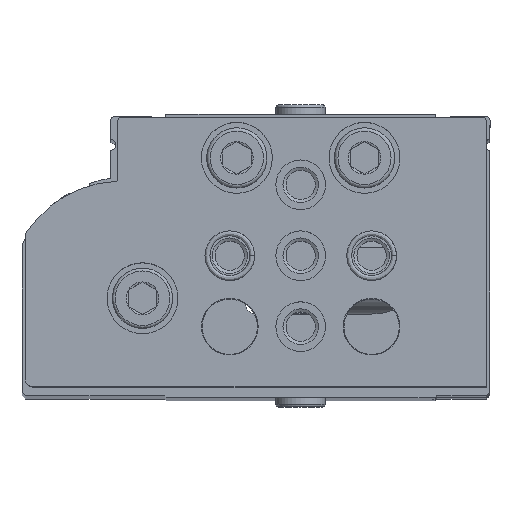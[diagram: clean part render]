
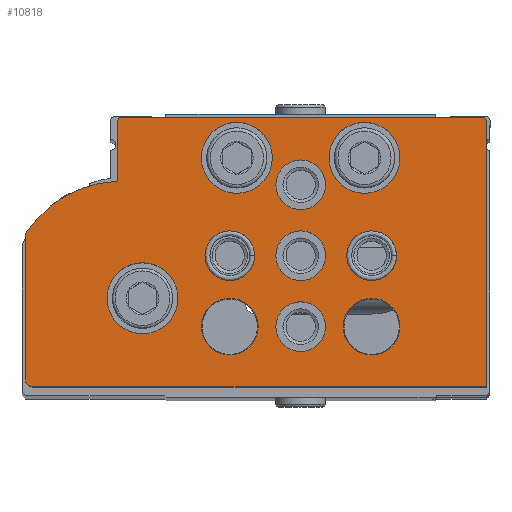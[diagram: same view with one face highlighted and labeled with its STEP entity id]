
A CAD part, top view. The second image highlights one B-rep face of the part: STEP entity #10818.
In plain terms, the highlighted face is planar.
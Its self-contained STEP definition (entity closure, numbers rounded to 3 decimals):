
#1090=LINE('',#18151,#1897);
#1092=LINE('',#18155,#1899);
#1095=LINE('',#18163,#1902);
#1100=LINE('',#18179,#1907);
#1103=LINE('',#18187,#1910);
#1897=VECTOR('',#14796,1000.);
#1899=VECTOR('',#14800,1000.);
#1902=VECTOR('',#14809,1000.);
#1907=VECTOR('',#14828,1000.);
#1910=VECTOR('',#14837,1000.);
#4147=ORIENTED_EDGE('',*,*,#6003,.T.);
#4148=ORIENTED_EDGE('',*,*,#6004,.T.);
#4149=ORIENTED_EDGE('',*,*,#6005,.T.);
#4150=ORIENTED_EDGE('',*,*,#6006,.T.);
#4151=ORIENTED_EDGE('',*,*,#6007,.T.);
#4152=ORIENTED_EDGE('',*,*,#6008,.T.);
#4153=ORIENTED_EDGE('',*,*,#6009,.T.);
#4154=ORIENTED_EDGE('',*,*,#6010,.T.);
#4155=ORIENTED_EDGE('',*,*,#6011,.T.);
#4156=ORIENTED_EDGE('',*,*,#6012,.T.);
#4157=ORIENTED_EDGE('',*,*,#5980,.F.);
#4158=ORIENTED_EDGE('',*,*,#6001,.F.);
#4159=ORIENTED_EDGE('',*,*,#5999,.F.);
#4160=ORIENTED_EDGE('',*,*,#5997,.F.);
#4161=ORIENTED_EDGE('',*,*,#5995,.T.);
#4162=ORIENTED_EDGE('',*,*,#5993,.F.);
#4163=ORIENTED_EDGE('',*,*,#5991,.F.);
#4164=ORIENTED_EDGE('',*,*,#5989,.F.);
#4165=ORIENTED_EDGE('',*,*,#5987,.F.);
#4166=ORIENTED_EDGE('',*,*,#5985,.F.);
#4167=ORIENTED_EDGE('',*,*,#5983,.F.);
#5980=EDGE_CURVE('',#7137,#7138,#7806,.T.);
#5983=EDGE_CURVE('',#7138,#7139,#1090,.T.);
#5985=EDGE_CURVE('',#7139,#7140,#1092,.T.);
#5987=EDGE_CURVE('',#7140,#7141,#7807,.T.);
#5989=EDGE_CURVE('',#7141,#7142,#1095,.T.);
#5991=EDGE_CURVE('',#7142,#7143,#7808,.T.);
#5993=EDGE_CURVE('',#7143,#7144,#7809,.T.);
#5995=EDGE_CURVE('',#7145,#7144,#7810,.T.);
#5997=EDGE_CURVE('',#7145,#7146,#1100,.T.);
#5999=EDGE_CURVE('',#7146,#7147,#7811,.T.);
#6001=EDGE_CURVE('',#7147,#7137,#1103,.T.);
#6003=EDGE_CURVE('',#7148,#7148,#7812,.T.);
#6004=EDGE_CURVE('',#7149,#7149,#7813,.T.);
#6005=EDGE_CURVE('',#7150,#7150,#7814,.T.);
#6006=EDGE_CURVE('',#7151,#7151,#7815,.T.);
#6007=EDGE_CURVE('',#7152,#7152,#7816,.T.);
#6008=EDGE_CURVE('',#7153,#7153,#7817,.T.);
#6009=EDGE_CURVE('',#7154,#7154,#7818,.T.);
#6010=EDGE_CURVE('',#7155,#7155,#7819,.T.);
#6011=EDGE_CURVE('',#7156,#7156,#7820,.T.);
#6012=EDGE_CURVE('',#7157,#7157,#7821,.T.);
#7137=VERTEX_POINT('',#18146);
#7138=VERTEX_POINT('',#18147);
#7139=VERTEX_POINT('',#18152);
#7140=VERTEX_POINT('',#18156);
#7141=VERTEX_POINT('',#18160);
#7142=VERTEX_POINT('',#18164);
#7143=VERTEX_POINT('',#18168);
#7144=VERTEX_POINT('',#18172);
#7145=VERTEX_POINT('',#18176);
#7146=VERTEX_POINT('',#18180);
#7147=VERTEX_POINT('',#18184);
#7148=VERTEX_POINT('',#18191);
#7149=VERTEX_POINT('',#18193);
#7150=VERTEX_POINT('',#18195);
#7151=VERTEX_POINT('',#18197);
#7152=VERTEX_POINT('',#18199);
#7153=VERTEX_POINT('',#18201);
#7154=VERTEX_POINT('',#18203);
#7155=VERTEX_POINT('',#18205);
#7156=VERTEX_POINT('',#18207);
#7157=VERTEX_POINT('',#18209);
#7806=CIRCLE('',#12105,0.5);
#7807=CIRCLE('',#12109,1.);
#7808=CIRCLE('',#12112,1.);
#7809=CIRCLE('',#12114,16.);
#7810=CIRCLE('',#12116,0.3);
#7811=CIRCLE('',#12119,0.5);
#7812=CIRCLE('',#12122,5.);
#7813=CIRCLE('',#12123,5.);
#7814=CIRCLE('',#12124,5.);
#7815=CIRCLE('',#12125,3.5);
#7816=CIRCLE('',#12126,3.5);
#7817=CIRCLE('',#12127,3.5);
#7818=CIRCLE('',#12128,3.5);
#7819=CIRCLE('',#12129,3.5);
#7820=CIRCLE('',#12130,4.);
#7821=CIRCLE('',#12131,4.);
#8617=EDGE_LOOP('',(#4147));
#8618=EDGE_LOOP('',(#4148));
#8619=EDGE_LOOP('',(#4149));
#8620=EDGE_LOOP('',(#4150));
#8621=EDGE_LOOP('',(#4151));
#8622=EDGE_LOOP('',(#4152));
#8623=EDGE_LOOP('',(#4153));
#8624=EDGE_LOOP('',(#4154));
#8625=EDGE_LOOP('',(#4155));
#8626=EDGE_LOOP('',(#4156));
#8627=EDGE_LOOP('',(#4157,#4158,#4159,#4160,#4161,#4162,#4163,#4164,#4165,
#4166,#4167));
#9645=FACE_BOUND('',#8617,.T.);
#9646=FACE_BOUND('',#8618,.T.);
#9647=FACE_BOUND('',#8619,.T.);
#9648=FACE_BOUND('',#8620,.T.);
#9649=FACE_BOUND('',#8621,.T.);
#9650=FACE_BOUND('',#8622,.T.);
#9651=FACE_BOUND('',#8623,.T.);
#9652=FACE_BOUND('',#8624,.T.);
#9653=FACE_BOUND('',#8625,.T.);
#9654=FACE_BOUND('',#8626,.T.);
#9655=FACE_BOUND('',#8627,.T.);
#10255=PLANE('',#12121);
#10818=ADVANCED_FACE('',(#9645,#9646,#9647,#9648,#9649,#9650,#9651,#9652,
#9653,#9654,#9655),#10255,.F.);
#12105=AXIS2_PLACEMENT_3D('',#18145,#14790,#14791);
#12109=AXIS2_PLACEMENT_3D('',#18159,#14804,#14805);
#12112=AXIS2_PLACEMENT_3D('',#18167,#14813,#14814);
#12114=AXIS2_PLACEMENT_3D('',#18171,#14818,#14819);
#12116=AXIS2_PLACEMENT_3D('',#18175,#14823,#14824);
#12119=AXIS2_PLACEMENT_3D('',#18183,#14832,#14833);
#12121=AXIS2_PLACEMENT_3D('',#18189,#14839,#14840);
#12122=AXIS2_PLACEMENT_3D('',#18190,#14841,#14842);
#12123=AXIS2_PLACEMENT_3D('',#18192,#14843,#14844);
#12124=AXIS2_PLACEMENT_3D('',#18194,#14845,#14846);
#12125=AXIS2_PLACEMENT_3D('',#18196,#14847,#14848);
#12126=AXIS2_PLACEMENT_3D('',#18198,#14849,#14850);
#12127=AXIS2_PLACEMENT_3D('',#18200,#14851,#14852);
#12128=AXIS2_PLACEMENT_3D('',#18202,#14853,#14854);
#12129=AXIS2_PLACEMENT_3D('',#18204,#14855,#14856);
#12130=AXIS2_PLACEMENT_3D('',#18206,#14857,#14858);
#12131=AXIS2_PLACEMENT_3D('',#18208,#14859,#14860);
#14790=DIRECTION('',(0.,0.,1.));
#14791=DIRECTION('',(1.,0.,0.));
#14796=DIRECTION('',(0.,-1.,0.));
#14800=DIRECTION('',(1.,0.,0.));
#14804=DIRECTION('',(0.,0.,1.));
#14805=DIRECTION('',(1.,0.,0.));
#14809=DIRECTION('',(0.,1.,0.));
#14813=DIRECTION('',(0.,0.,1.));
#14814=DIRECTION('',(1.,0.,0.));
#14818=DIRECTION('',(0.,0.,1.));
#14819=DIRECTION('',(1.,0.,0.));
#14823=DIRECTION('',(0.,0.,1.));
#14824=DIRECTION('',(1.,0.,0.));
#14828=DIRECTION('',(0.,1.,0.));
#14832=DIRECTION('',(0.,0.,1.));
#14833=DIRECTION('',(1.,0.,0.));
#14837=DIRECTION('',(-1.,0.,0.));
#14839=DIRECTION('',(0.,0.,1.));
#14840=DIRECTION('',(1.,0.,0.));
#14841=DIRECTION('',(0.,0.,1.));
#14842=DIRECTION('',(1.,0.,0.));
#14843=DIRECTION('',(0.,0.,1.));
#14844=DIRECTION('',(1.,0.,0.));
#14845=DIRECTION('',(0.,0.,1.));
#14846=DIRECTION('',(1.,0.,0.));
#14847=DIRECTION('',(0.,0.,1.));
#14848=DIRECTION('',(1.,0.,0.));
#14849=DIRECTION('',(0.,0.,1.));
#14850=DIRECTION('',(1.,0.,0.));
#14851=DIRECTION('',(0.,0.,1.));
#14852=DIRECTION('',(1.,0.,0.));
#14853=DIRECTION('',(0.,0.,1.));
#14854=DIRECTION('',(1.,0.,0.));
#14855=DIRECTION('',(0.,0.,1.));
#14856=DIRECTION('',(1.,0.,0.));
#14857=DIRECTION('',(0.,0.,1.));
#14858=DIRECTION('',(1.,0.,0.));
#14859=DIRECTION('',(0.,0.,1.));
#14860=DIRECTION('',(1.,0.,0.));
#18145=CARTESIAN_POINT('',(0.5,37.5,0.));
#18146=CARTESIAN_POINT('',(0.5,38.,0.));
#18147=CARTESIAN_POINT('',(0.,37.5,0.));
#18151=CARTESIAN_POINT('',(0.,37.5,0.));
#18152=CARTESIAN_POINT('',(0.,0.,0.));
#18155=CARTESIAN_POINT('',(0.,0.,0.));
#18156=CARTESIAN_POINT('',(64.,0.,0.));
#18159=CARTESIAN_POINT('',(64.,1.,0.));
#18160=CARTESIAN_POINT('',(65.,1.,0.));
#18163=CARTESIAN_POINT('',(65.,1.,0.));
#18164=CARTESIAN_POINT('',(65.,21.292,0.));
#18167=CARTESIAN_POINT('',(64.,21.292,0.));
#18168=CARTESIAN_POINT('',(64.833,21.844,0.));
#18171=CARTESIAN_POINT('',(51.5,13.,0.));
#18172=CARTESIAN_POINT('',(52.285,28.981,0.));
#18175=CARTESIAN_POINT('',(52.3,29.28,0.));
#18176=CARTESIAN_POINT('',(52.,29.28,0.));
#18179=CARTESIAN_POINT('',(52.,29.28,0.));
#18180=CARTESIAN_POINT('',(52.,37.5,0.));
#18183=CARTESIAN_POINT('',(51.5,37.5,0.));
#18184=CARTESIAN_POINT('',(51.5,38.,0.));
#18187=CARTESIAN_POINT('',(51.5,38.,0.));
#18189=CARTESIAN_POINT('',(0.5,37.5,0.));
#18190=CARTESIAN_POINT('',(48.5,12.5,0.));
#18191=CARTESIAN_POINT('',(53.5,12.5,0.));
#18192=CARTESIAN_POINT('',(35.2,32.3,0.));
#18193=CARTESIAN_POINT('',(40.2,32.3,0.));
#18194=CARTESIAN_POINT('',(17.2,32.3,0.));
#18195=CARTESIAN_POINT('',(22.2,32.3,0.));
#18196=CARTESIAN_POINT('',(26.2,28.5,0.));
#18197=CARTESIAN_POINT('',(29.7,28.5,0.));
#18198=CARTESIAN_POINT('',(36.2,18.5,0.));
#18199=CARTESIAN_POINT('',(39.7,18.5,0.));
#18200=CARTESIAN_POINT('',(26.2,18.5,0.));
#18201=CARTESIAN_POINT('',(29.7,18.5,0.));
#18202=CARTESIAN_POINT('',(16.2,18.5,0.));
#18203=CARTESIAN_POINT('',(19.7,18.5,0.));
#18204=CARTESIAN_POINT('',(26.2,8.5,0.));
#18205=CARTESIAN_POINT('',(29.7,8.5,0.));
#18206=CARTESIAN_POINT('',(36.2,8.5,0.));
#18207=CARTESIAN_POINT('',(40.2,8.5,0.));
#18208=CARTESIAN_POINT('',(16.2,8.5,0.));
#18209=CARTESIAN_POINT('',(20.2,8.5,0.));
